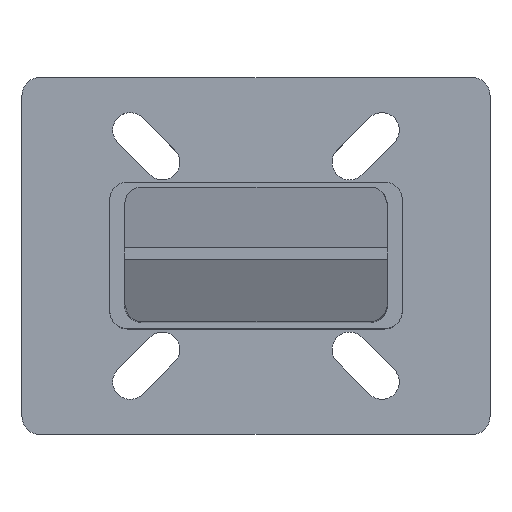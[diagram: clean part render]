
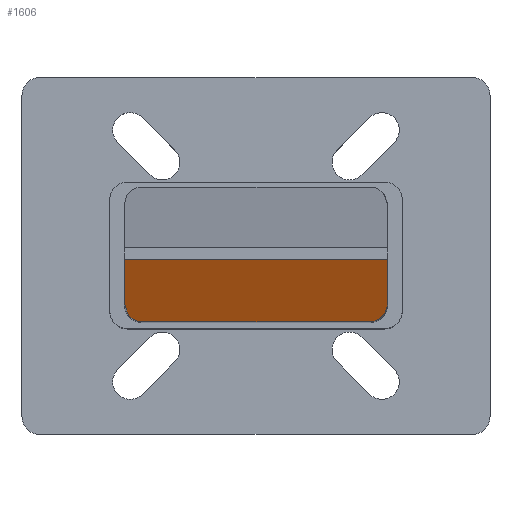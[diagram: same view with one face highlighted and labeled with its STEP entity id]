
A CAD part, top view. The second image highlights one B-rep face of the part: STEP entity #1606.
In plain terms, the highlighted planar face has unit normal (0, -0.99, 0.141).
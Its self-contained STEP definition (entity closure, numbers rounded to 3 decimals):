
#3 = CARTESIAN_POINT ( 'NONE',  ( 99.992, -1., 245. ) ) ;
#7 = VERTEX_POINT ( 'NONE', #871 ) ;
#80 = CARTESIAN_POINT ( 'NONE',  ( 22.5, -1., 245. ) ) ;
#119 =( BOUNDED_CURVE ( )  B_SPLINE_CURVE ( 3, ( #648, #1688, #512, #774 ),
 .UNSPECIFIED., .F., .T. ) 
 B_SPLINE_CURVE_WITH_KNOTS ( ( 4, 4 ),
 ( 4.712, 6.283 ),
 .UNSPECIFIED. ) 
 CURVE ( )  GEOMETRIC_REPRESENTATION_ITEM ( )  RATIONAL_B_SPLINE_CURVE ( ( 1., 0.805, 0.805, 1. ) ) 
 REPRESENTATION_ITEM ( '' )  );
#149 = VERTEX_POINT ( 'NONE', #563 ) ;
#176 = CARTESIAN_POINT ( 'NONE',  ( 22.5, -10.257, 179.758 ) ) ;
#212 = DIRECTION ( 'NONE',  ( 0., 0.14, 0.99 ) ) ;
#299 = VERTEX_POINT ( 'NONE', #362 ) ;
#335 = CARTESIAN_POINT ( 'NONE',  ( 22.5, -8.5, 192.143 ) ) ;
#350 = CARTESIAN_POINT ( 'NONE',  ( -22.5, -11.5, 171. ) ) ;
#360 = VERTEX_POINT ( 'NONE', #762 ) ;
#362 = CARTESIAN_POINT ( 'NONE',  ( -22.5, -8.5, 192.143 ) ) ;
#368 = VERTEX_POINT ( 'NONE', #335 ) ;
#376 = CARTESIAN_POINT ( 'NONE',  ( 19.5, -11.5, 171. ) ) ;
#424 = ORIENTED_EDGE ( 'NONE', *, *, #697, .T. ) ;
#512 = CARTESIAN_POINT ( 'NONE',  ( -21.257, -11.5, 171. ) ) ;
#544 = FACE_OUTER_BOUND ( 'NONE', #573, .T. ) ;
#553 = CARTESIAN_POINT ( 'NONE',  ( 19.5, -11.5, 171. ) ) ;
#556 = ORIENTED_EDGE ( 'NONE', *, *, #1660, .F. ) ;
#563 = CARTESIAN_POINT ( 'NONE',  ( 22.5, -1., 245. ) ) ;
#573 = EDGE_LOOP ( 'NONE', ( #1160, #1494, #582, #424, #556, #643 ) ) ;
#582 = ORIENTED_EDGE ( 'NONE', *, *, #1395, .T. ) ;
#589 = LINE ( 'NONE', #736, #1455 ) ;
#643 = ORIENTED_EDGE ( 'NONE', *, *, #1090, .T. ) ;
#648 = CARTESIAN_POINT ( 'NONE',  ( -22.5, -8.5, 192.143 ) ) ;
#689 = VECTOR ( 'NONE', #891, 1000. ) ;
#697 = EDGE_CURVE ( 'NONE', #1485, #368, #1574, .T. ) ;
#736 = CARTESIAN_POINT ( 'NONE',  ( -22.5, -1., 245. ) ) ;
#745 = AXIS2_PLACEMENT_3D ( 'NONE', #1468, #1599, #815 ) ;
#756 = DIRECTION ( 'NONE',  ( 0., -0.14, -0.99 ) ) ;
#762 = CARTESIAN_POINT ( 'NONE',  ( -22.5, -1., 245. ) ) ;
#774 = CARTESIAN_POINT ( 'NONE',  ( -19.5, -11.5, 171. ) ) ;
#815 = DIRECTION ( 'NONE',  ( 0., -0.14, -0.99 ) ) ;
#870 = LINE ( 'NONE', #80, #1322 ) ;
#871 = CARTESIAN_POINT ( 'NONE',  ( -19.5, -11.5, 171. ) ) ;
#891 = DIRECTION ( 'NONE',  ( 1., 0., 0. ) ) ;
#924 = DIRECTION ( 'NONE',  ( -1., 0., 0. ) ) ;
#1079 = CARTESIAN_POINT ( 'NONE',  ( 21.257, -11.5, 171. ) ) ;
#1090 = EDGE_CURVE ( 'NONE', #149, #360, #1576, .T. ) ;
#1106 = EDGE_CURVE ( 'NONE', #299, #7, #119, .T. ) ;
#1160 = ORIENTED_EDGE ( 'NONE', *, *, #1388, .F. ) ;
#1322 = VECTOR ( 'NONE', #756, 1000. ) ;
#1333 = VECTOR ( 'NONE', #924, 1000. ) ;
#1388 = EDGE_CURVE ( 'NONE', #299, #360, #589, .T. ) ;
#1395 = EDGE_CURVE ( 'NONE', #7, #1485, #1532, .T. ) ;
#1455 = VECTOR ( 'NONE', #212, 1000. ) ;
#1468 = CARTESIAN_POINT ( 'NONE',  ( 99.992, -1., 245. ) ) ;
#1485 = VERTEX_POINT ( 'NONE', #376 ) ;
#1494 = ORIENTED_EDGE ( 'NONE', *, *, #1106, .T. ) ;
#1532 = LINE ( 'NONE', #350, #689 ) ;
#1574 =( BOUNDED_CURVE ( )  B_SPLINE_CURVE ( 3, ( #553, #1079, #176, #1593 ),
 .UNSPECIFIED., .F., .T. ) 
 B_SPLINE_CURVE_WITH_KNOTS ( ( 4, 4 ),
 ( 0., 1.571 ),
 .UNSPECIFIED. ) 
 CURVE ( )  GEOMETRIC_REPRESENTATION_ITEM ( )  RATIONAL_B_SPLINE_CURVE ( ( 1., 0.805, 0.805, 1. ) ) 
 REPRESENTATION_ITEM ( '' )  );
#1576 = LINE ( 'NONE', #3, #1333 ) ;
#1591 = PLANE ( 'NONE',  #745 ) ;
#1593 = CARTESIAN_POINT ( 'NONE',  ( 22.5, -8.5, 192.143 ) ) ;
#1599 = DIRECTION ( 'NONE',  ( 0., -0.99, 0.14 ) ) ;
#1606 = ADVANCED_FACE ( 'NONE', ( #544 ), #1591, .T. ) ;
#1660 = EDGE_CURVE ( 'NONE', #149, #368, #870, .T. ) ;
#1688 = CARTESIAN_POINT ( 'NONE',  ( -22.5, -10.257, 179.758 ) ) ;
